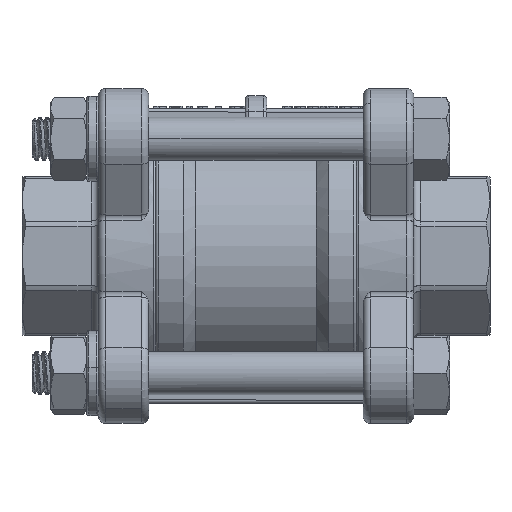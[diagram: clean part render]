
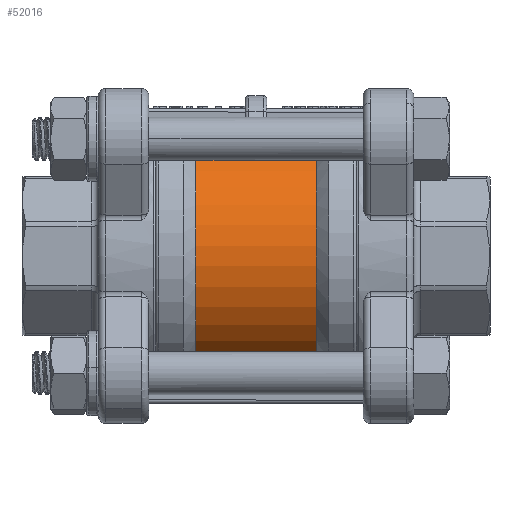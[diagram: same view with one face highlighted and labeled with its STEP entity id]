
A CAD part, front view. The second image highlights one B-rep face of the part: STEP entity #52016.
In plain terms, the highlighted cylindrical face has radius 17 mm (diameter 34 mm), a partial arc.
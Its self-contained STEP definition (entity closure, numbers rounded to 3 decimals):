
#44637 = VERTEX_POINT ( 'NONE', #98754 ) ;
#44689 = EDGE_CURVE ( 'NONE', #44691, #45108, #99349, .T. ) ;
#44691 = VERTEX_POINT ( 'NONE', #99342 ) ;
#44918 = EDGE_CURVE ( 'NONE', #44637, #44919, #99741, .T. ) ;
#44919 = VERTEX_POINT ( 'NONE', #99735 ) ;
#45108 = VERTEX_POINT ( 'NONE', #100004 ) ;
#52016 = ADVANCED_FACE ( 'NONE', ( #69051 ), #69037, .T. ) ;
#52100 = EDGE_LOOP ( 'NONE', ( #53253, #53238, #53240, #53645 ) ) ;
#52737 = EDGE_CURVE ( 'NONE', #44919, #45108, #69270, .T. ) ;
#53236 = EDGE_CURVE ( 'NONE', #44637, #44691, #69491, .T. ) ;
#53238 = ORIENTED_EDGE ( 'NONE', *, *, #44689, .T. ) ;
#53240 = ORIENTED_EDGE ( 'NONE', *, *, #52737, .F. ) ;
#53253 = ORIENTED_EDGE ( 'NONE', *, *, #53236, .T. ) ;
#53645 = ORIENTED_EDGE ( 'NONE', *, *, #44918, .F. ) ;
#69034 = DIRECTION ( 'NONE',  ( 0., 0., 1. ) ) ;
#69035 = DIRECTION ( 'NONE',  ( -1., 0., 0. ) ) ;
#69036 = AXIS2_PLACEMENT_3D ( 'NONE', #69049, #69035, #69034 ) ;
#69037 = CYLINDRICAL_SURFACE ( 'NONE', #69036, 17. ) ;
#69049 = CARTESIAN_POINT ( 'NONE',  ( -52.21, 0., 0. ) ) ;
#69051 = FACE_OUTER_BOUND ( 'NONE', #52100, .T. ) ;
#69268 = VECTOR ( 'NONE', #69292, 1000. ) ;
#69269 = CARTESIAN_POINT ( 'NONE',  ( -52.21, -7.51, 15.251 ) ) ;
#69270 = LINE ( 'NONE', #69269, #69268 ) ;
#69292 = DIRECTION ( 'NONE',  ( 1., 0., 0. ) ) ;
#69488 = DIRECTION ( 'NONE',  ( 1., 0., 0. ) ) ;
#69489 = VECTOR ( 'NONE', #69488, 1000. ) ;
#69490 = CARTESIAN_POINT ( 'NONE',  ( -52.21, -7.51, -15.251 ) ) ;
#69491 = LINE ( 'NONE', #69490, #69489 ) ;
#98754 = CARTESIAN_POINT ( 'NONE',  ( -8.35, -7.51, -15.251 ) ) ;
#99243 = CARTESIAN_POINT ( 'NONE',  ( 8.35, 0., 0. ) ) ;
#99342 = CARTESIAN_POINT ( 'NONE',  ( 8.35, -7.51, -15.251 ) ) ;
#99344 = DIRECTION ( 'NONE',  ( 0., 0., 1. ) ) ;
#99346 = DIRECTION ( 'NONE',  ( -1., 0., 0. ) ) ;
#99347 = AXIS2_PLACEMENT_3D ( 'NONE', #99243, #99346, #99344 ) ;
#99349 = CIRCLE ( 'NONE', #99347, 17. ) ;
#99735 = CARTESIAN_POINT ( 'NONE',  ( -8.35, -7.51, 15.251 ) ) ;
#99736 = DIRECTION ( 'NONE',  ( 0., 0., 1. ) ) ;
#99737 = DIRECTION ( 'NONE',  ( -1., 0., 0. ) ) ;
#99738 = CARTESIAN_POINT ( 'NONE',  ( -8.35, 0., 0. ) ) ;
#99740 = AXIS2_PLACEMENT_3D ( 'NONE', #99738, #99737, #99736 ) ;
#99741 = CIRCLE ( 'NONE', #99740, 17. ) ;
#100004 = CARTESIAN_POINT ( 'NONE',  ( 8.35, -7.51, 15.251 ) ) ;
